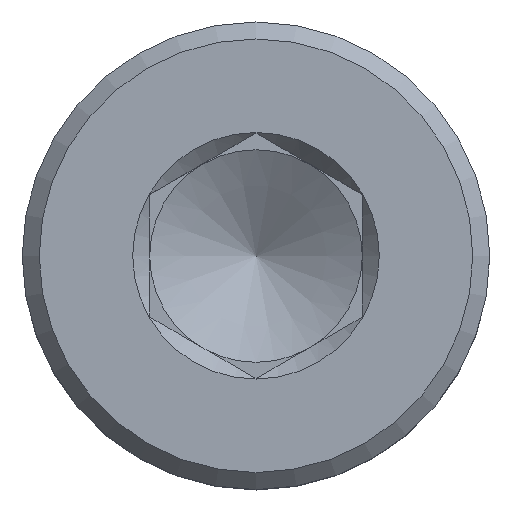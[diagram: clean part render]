
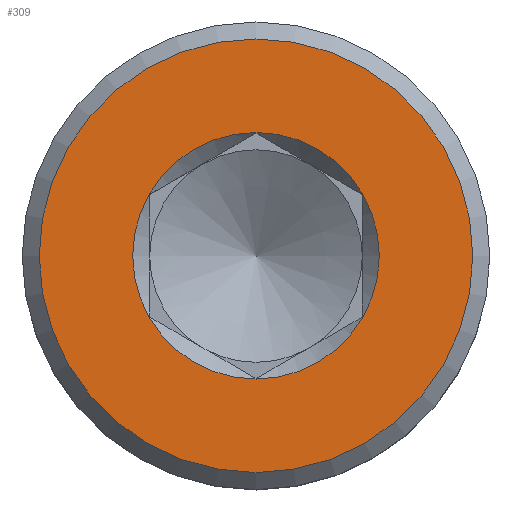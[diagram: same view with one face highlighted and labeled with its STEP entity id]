
A CAD part, top view. The second image highlights one B-rep face of the part: STEP entity #309.
In plain terms, the highlighted planar face has unit normal (0, 0, 1).
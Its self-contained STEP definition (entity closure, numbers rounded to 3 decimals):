
#242 = CONICAL_SURFACE('',#243,2.75,0.785);
#243 = AXIS2_PLACEMENT_3D('',#244,#245,#246);
#244 = CARTESIAN_POINT('',(0.,0.,7.8));
#245 = DIRECTION('',(0.,0.,-1.));
#246 = DIRECTION('',(1.,0.,0.));
#260 = VERTEX_POINT('',#261);
#261 = CARTESIAN_POINT('',(2.55,0.,8.));
#282 = EDGE_CURVE('',#260,#260,#283,.T.);
#283 = SURFACE_CURVE('',#284,(#289,#296),.PCURVE_S1.);
#284 = CIRCLE('',#285,2.55);
#285 = AXIS2_PLACEMENT_3D('',#286,#287,#288);
#286 = CARTESIAN_POINT('',(0.,0.,8.));
#287 = DIRECTION('',(0.,0.,-1.));
#288 = DIRECTION('',(1.,0.,0.));
#289 = PCURVE('',#242,#290);
#290 = DEFINITIONAL_REPRESENTATION('',(#291),#295);
#291 = LINE('',#292,#293);
#292 = CARTESIAN_POINT('',(0.,-0.2));
#293 = VECTOR('',#294,1.);
#294 = DIRECTION('',(1.,-0.));
#295 = ( GEOMETRIC_REPRESENTATION_CONTEXT(2) 
PARAMETRIC_REPRESENTATION_CONTEXT() REPRESENTATION_CONTEXT('2D SPACE',''
  ) );
#296 = PCURVE('',#297,#302);
#297 = PLANE('',#298);
#298 = AXIS2_PLACEMENT_3D('',#299,#300,#301);
#299 = CARTESIAN_POINT('',(0.,0.,8.));
#300 = DIRECTION('',(0.,0.,-1.));
#301 = DIRECTION('',(1.,0.,0.));
#302 = DEFINITIONAL_REPRESENTATION('',(#303),#307);
#303 = CIRCLE('',#304,2.55);
#304 = AXIS2_PLACEMENT_2D('',#305,#306);
#305 = CARTESIAN_POINT('',(0.,0.));
#306 = DIRECTION('',(1.,0.));
#307 = ( GEOMETRIC_REPRESENTATION_CONTEXT(2) 
PARAMETRIC_REPRESENTATION_CONTEXT() REPRESENTATION_CONTEXT('2D SPACE',''
  ) );
#309 = ADVANCED_FACE('',(#310,#313),#297,.F.);
#310 = FACE_BOUND('',#311,.F.);
#311 = EDGE_LOOP('',(#312));
#312 = ORIENTED_EDGE('',*,*,#282,.T.);
#313 = FACE_BOUND('',#314,.F.);
#314 = EDGE_LOOP('',(#315));
#315 = ORIENTED_EDGE('',*,*,#316,.F.);
#316 = EDGE_CURVE('',#317,#317,#319,.T.);
#317 = VERTEX_POINT('',#318);
#318 = CARTESIAN_POINT('',(1.45,0.,8.));
#319 = SURFACE_CURVE('',#320,(#325,#332),.PCURVE_S1.);
#320 = CIRCLE('',#321,1.45);
#321 = AXIS2_PLACEMENT_3D('',#322,#323,#324);
#322 = CARTESIAN_POINT('',(0.,0.,8.));
#323 = DIRECTION('',(0.,0.,-1.));
#324 = DIRECTION('',(1.,0.,0.));
#325 = PCURVE('',#297,#326);
#326 = DEFINITIONAL_REPRESENTATION('',(#327),#331);
#327 = CIRCLE('',#328,1.45);
#328 = AXIS2_PLACEMENT_2D('',#329,#330);
#329 = CARTESIAN_POINT('',(0.,0.));
#330 = DIRECTION('',(1.,0.));
#331 = ( GEOMETRIC_REPRESENTATION_CONTEXT(2) 
PARAMETRIC_REPRESENTATION_CONTEXT() REPRESENTATION_CONTEXT('2D SPACE',''
  ) );
#332 = PCURVE('',#333,#338);
#333 = CONICAL_SURFACE('',#334,1.45,0.785);
#334 = AXIS2_PLACEMENT_3D('',#335,#336,#337);
#335 = CARTESIAN_POINT('',(0.,0.,8.));
#336 = DIRECTION('',(0.,0.,1.));
#337 = DIRECTION('',(1.,0.,0.));
#338 = DEFINITIONAL_REPRESENTATION('',(#339),#343);
#339 = LINE('',#340,#341);
#340 = CARTESIAN_POINT('',(-0.,-0.));
#341 = VECTOR('',#342,1.);
#342 = DIRECTION('',(-1.,-0.));
#343 = ( GEOMETRIC_REPRESENTATION_CONTEXT(2) 
PARAMETRIC_REPRESENTATION_CONTEXT() REPRESENTATION_CONTEXT('2D SPACE',''
  ) );
